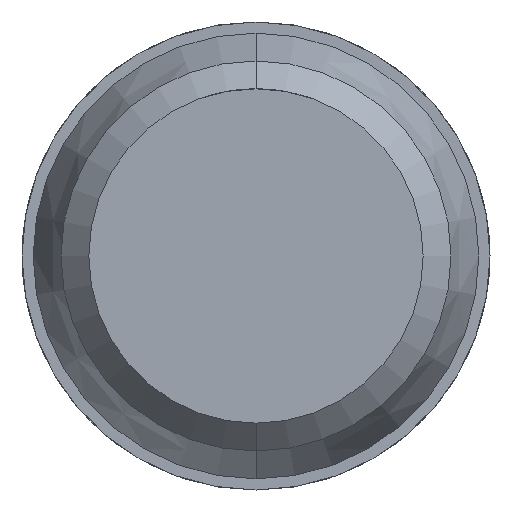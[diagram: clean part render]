
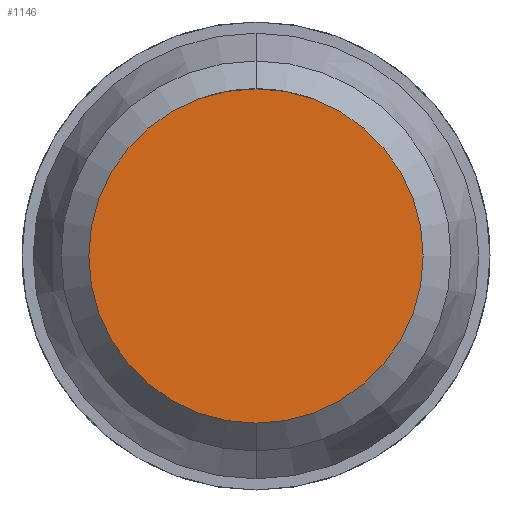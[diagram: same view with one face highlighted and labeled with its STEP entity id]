
A CAD part, front view. The second image highlights one B-rep face of the part: STEP entity #1146.
In plain terms, the highlighted planar face has unit normal (0, -1, 0).
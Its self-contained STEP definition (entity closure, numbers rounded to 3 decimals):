
#163 = EDGE_CURVE ( 'Defeature ausgef�hrt2_0+Defeature ausgef�hrt2_2+Defeature ausgef�hrt2_2+Defeature ausgef�hrt2_2', #316, #1576, #434, .T. ) ;
#186 = EDGE_CURVE ( 'Defeature ausgef�hrt2_0+Defeature ausgef�hrt2_2+Defeature ausgef�hrt2_2+Defeature ausgef�hrt2_2', #1576, #316, #4169, .T. ) ;
#202 = PLANE ( 'NONE',  #3420 ) ;
#316 = VERTEX_POINT ( 'NONE', #4576 ) ;
#434 = CIRCLE ( 'NONE', #1774, 1.5 ) ;
#449 = DIRECTION ( 'NONE',  ( 0., 1., 0. ) ) ;
#594 = DIRECTION ( 'NONE',  ( 0., -1., 0. ) ) ;
#596 = DIRECTION ( 'NONE',  ( 0., 1., 0. ) ) ;
#991 = EDGE_LOOP ( 'NONE', ( #4088, #4494 ) ) ;
#1146 = ADVANCED_FACE ( 'Defeature ausgef�hrt2_2', ( #1503 ), #202, .T. ) ;
#1503 = FACE_OUTER_BOUND ( 'NONE', #991, .T. ) ;
#1576 = VERTEX_POINT ( 'NONE', #1710 ) ;
#1710 = CARTESIAN_POINT ( 'NONE',  ( 0., -39.6, -1.5 ) ) ;
#1774 = AXIS2_PLACEMENT_3D ( 'NONE', #2879, #449, #4453 ) ;
#1884 = AXIS2_PLACEMENT_3D ( 'NONE', #3024, #596, #3852 ) ;
#2879 = CARTESIAN_POINT ( 'NONE',  ( 0., -39.6, 0. ) ) ;
#3002 = DIRECTION ( 'NONE',  ( 0., 0., -1. ) ) ;
#3024 = CARTESIAN_POINT ( 'NONE',  ( 0., -39.6, 0. ) ) ;
#3420 = AXIS2_PLACEMENT_3D ( 'NONE', #4620, #594, #3002 ) ;
#3852 = DIRECTION ( 'NONE',  ( 0., 0., 1. ) ) ;
#4088 = ORIENTED_EDGE ( 'NONE', *, *, #163, .F. ) ;
#4169 = CIRCLE ( 'NONE', #1884, 1.5 ) ;
#4453 = DIRECTION ( 'NONE',  ( 0., 0., 1. ) ) ;
#4494 = ORIENTED_EDGE ( 'NONE', *, *, #186, .F. ) ;
#4576 = CARTESIAN_POINT ( 'NONE',  ( 0., -39.6, 1.5 ) ) ;
#4620 = CARTESIAN_POINT ( 'NONE',  ( -1.5, -39.6, 0. ) ) ;
